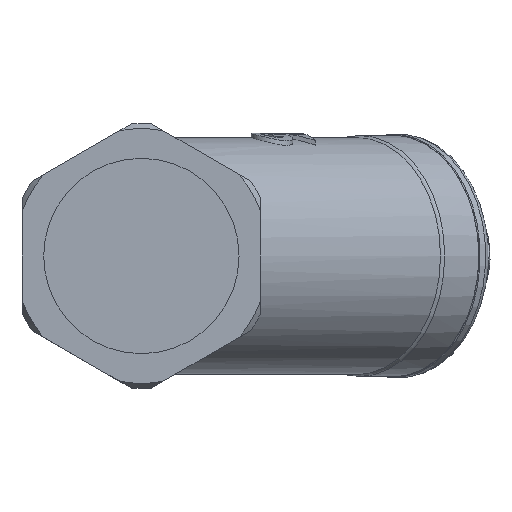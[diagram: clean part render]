
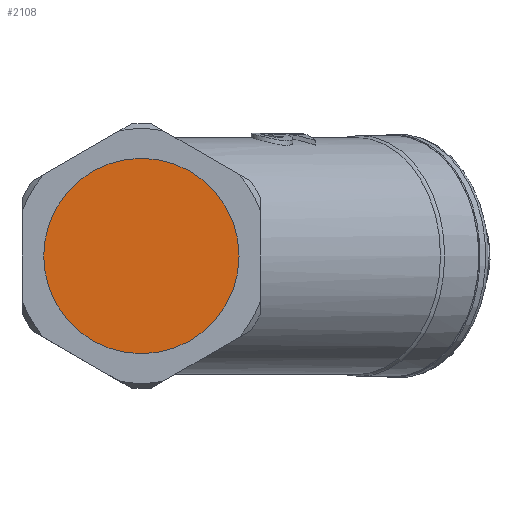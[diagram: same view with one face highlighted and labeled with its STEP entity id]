
A CAD part, left-side view. The second image highlights one B-rep face of the part: STEP entity #2108.
In plain terms, the highlighted planar face has unit normal (-1, 0, 0).
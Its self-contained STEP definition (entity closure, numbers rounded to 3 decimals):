
#2092=CARTESIAN_POINT('',(-96.0,0.,0.));
#2093=DIRECTION('',(1.0,0.0,0.0));
#2094=DIRECTION('',(0.0,0.0,-1.0));
#2095=AXIS2_PLACEMENT_3D('',#2092,#2093,#2094);
#2096=PLANE('',#2095);
#2097=CARTESIAN_POINT('',(-96.,0.,22.5));
#2098=VERTEX_POINT('',#2097);
#2099=CARTESIAN_POINT('',(-96.,0.0,0.));
#2100=DIRECTION('',(1.0,0.0,0.0));
#2101=DIRECTION('',(0.0,0.0,-1.0));
#2102=AXIS2_PLACEMENT_3D('',#2099,#2100,#2101);
#2103=CIRCLE('',#2102,22.5);
#2104=EDGE_CURVE('',#2098,#2098,#2103,.T.);
#2105=ORIENTED_EDGE('',*,*,#2104,.F.);
#2106=EDGE_LOOP('',(#2105));
#2107=FACE_OUTER_BOUND('',#2106,.T.);
#2108=ADVANCED_FACE('',(#2107),#2096,.F.);
